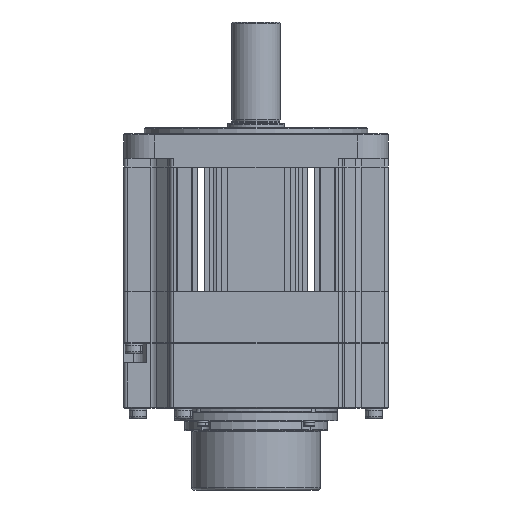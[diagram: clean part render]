
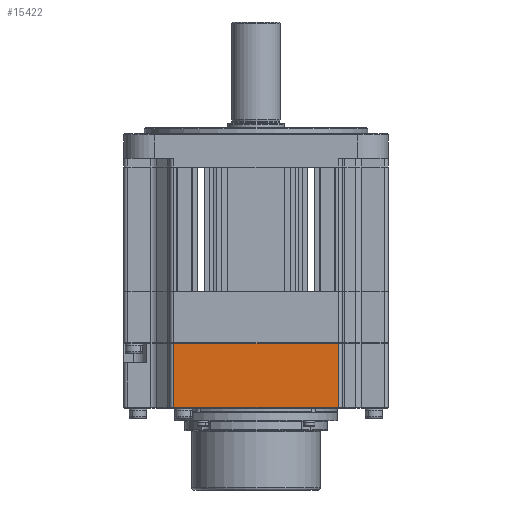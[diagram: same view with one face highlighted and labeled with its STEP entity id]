
A CAD part, front view. The second image highlights one B-rep face of the part: STEP entity #15422.
In plain terms, the highlighted planar face has unit normal (0, -1, 0).
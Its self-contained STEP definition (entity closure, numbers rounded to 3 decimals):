
#67 = DIRECTION ( 'NONE',  ( 1., 0., 0. ) ) ;
#1475 = CARTESIAN_POINT ( 'NONE',  ( -43.258, -67.465, 38.1 ) ) ;
#3512 = EDGE_CURVE ( 'NONE', #22677, #25046, #25008, .T. ) ;
#4964 = DIRECTION ( 'NONE',  ( -1., 0., 0. ) ) ;
#6709 = VECTOR ( 'NONE', #7626, 1000. ) ;
#7491 = EDGE_LOOP ( 'NONE', ( #15525, #29308, #39417, #8630 ) ) ;
#7531 = CARTESIAN_POINT ( 'NONE',  ( 39.742, -67.465, 38.1 ) ) ;
#7626 = DIRECTION ( 'NONE',  ( 0., 0., 1. ) ) ;
#8630 = ORIENTED_EDGE ( 'NONE', *, *, #40103, .F. ) ;
#9061 = VERTEX_POINT ( 'NONE', #16212 ) ;
#9929 = DIRECTION ( 'NONE',  ( 0., 0., -1. ) ) ;
#12383 = CARTESIAN_POINT ( 'NONE',  ( 39.742, -67.465, 6.6 ) ) ;
#14259 = CARTESIAN_POINT ( 'NONE',  ( 39.742, -67.465, 6.6 ) ) ;
#15422 = ADVANCED_FACE ( 'NONE', ( #22953 ), #39329, .F. ) ;
#15525 = ORIENTED_EDGE ( 'NONE', *, *, #28188, .T. ) ;
#16212 = CARTESIAN_POINT ( 'NONE',  ( -41.258, -67.465, 6.6 ) ) ;
#16714 = EDGE_CURVE ( 'NONE', #9061, #22677, #29993, .T. ) ;
#18274 = VECTOR ( 'NONE', #67, 1000. ) ;
#18905 = CARTESIAN_POINT ( 'NONE',  ( -41.258, -67.465, 38.1 ) ) ;
#22677 = VERTEX_POINT ( 'NONE', #14259 ) ;
#22953 = FACE_OUTER_BOUND ( 'NONE', #7491, .T. ) ;
#24118 = LINE ( 'NONE', #30414, #31147 ) ;
#24193 = CARTESIAN_POINT ( 'NONE',  ( -43.258, -67.465, 38.1 ) ) ;
#25008 = LINE ( 'NONE', #7531, #6709 ) ;
#25046 = VERTEX_POINT ( 'NONE', #25994 ) ;
#25562 = DIRECTION ( 'NONE',  ( 0., 1., 0. ) ) ;
#25994 = CARTESIAN_POINT ( 'NONE',  ( 39.742, -67.465, 38.1 ) ) ;
#28188 = EDGE_CURVE ( 'NONE', #40375, #9061, #24118, .T. ) ;
#28895 = VECTOR ( 'NONE', #43468, 1000. ) ;
#29308 = ORIENTED_EDGE ( 'NONE', *, *, #16714, .T. ) ;
#29993 = LINE ( 'NONE', #12383, #28895 ) ;
#30414 = CARTESIAN_POINT ( 'NONE',  ( -41.258, -67.465, 38.1 ) ) ;
#31147 = VECTOR ( 'NONE', #9929, 1000. ) ;
#36604 = LINE ( 'NONE', #24193, #18274 ) ;
#37146 = AXIS2_PLACEMENT_3D ( 'NONE', #1475, #25562, #4964 ) ;
#39329 = PLANE ( 'NONE',  #37146 ) ;
#39417 = ORIENTED_EDGE ( 'NONE', *, *, #3512, .T. ) ;
#40103 = EDGE_CURVE ( 'NONE', #40375, #25046, #36604, .T. ) ;
#40375 = VERTEX_POINT ( 'NONE', #18905 ) ;
#43468 = DIRECTION ( 'NONE',  ( 1., 0., 0. ) ) ;
